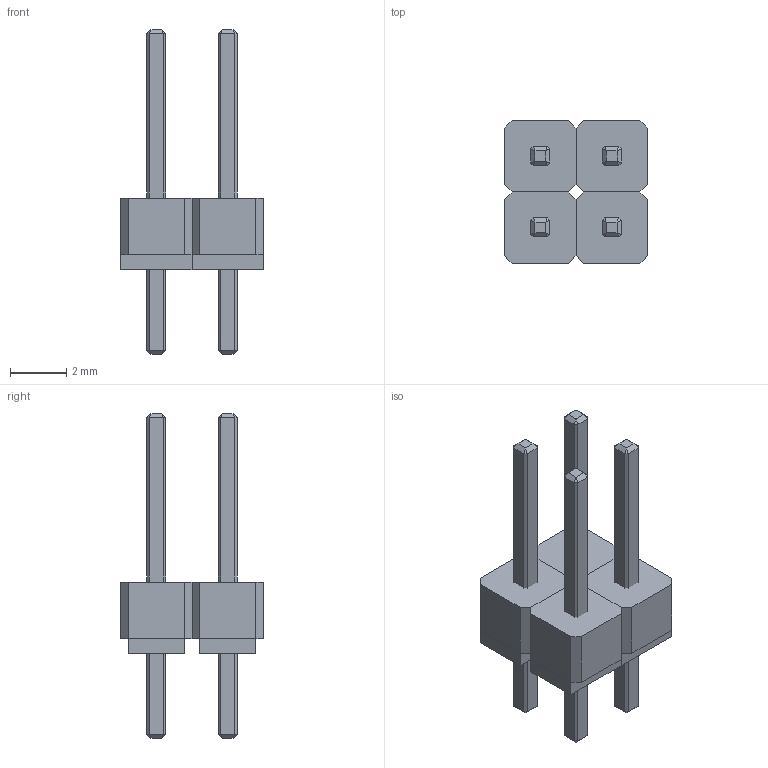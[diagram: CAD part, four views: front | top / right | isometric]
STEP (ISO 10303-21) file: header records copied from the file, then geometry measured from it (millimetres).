
FILE_DESCRIPTION(('FreeCAD Model'),'2;1');
FILE_NAME( 'THT-2.54-MS-2x02.step', '2021-08-24T13:22:59',('Author'),(''), 'Open CASCADE STEP processor 7.3','FreeCAD','Unknown');
FILE_SCHEMA(('AUTOMOTIVE_DESIGN { 1 0 10303 214 1 1 1 1 }'));
Length unit declared in the file: millimetre
Products named in the file (1): header
Bounding box: 5.08 x 5.08 x 11.54 mm (x, y, z)
Volume: 81.8 mm3; surface area: 263.8 mm2
Topology: 8 solids, 8 shells, 168 faces, 360 edges, 208 vertices
Faces by surface type: plane 168
Entity records: 10171 total; most frequent: CARTESIAN_POINT 1457, DIRECTION 1418, LINE 1080, VECTOR 1080, ORIENTED_EDGE 720, PCURVE 720, DEFINITIONAL_REPRESENTATION 720, EDGE_CURVE 360
